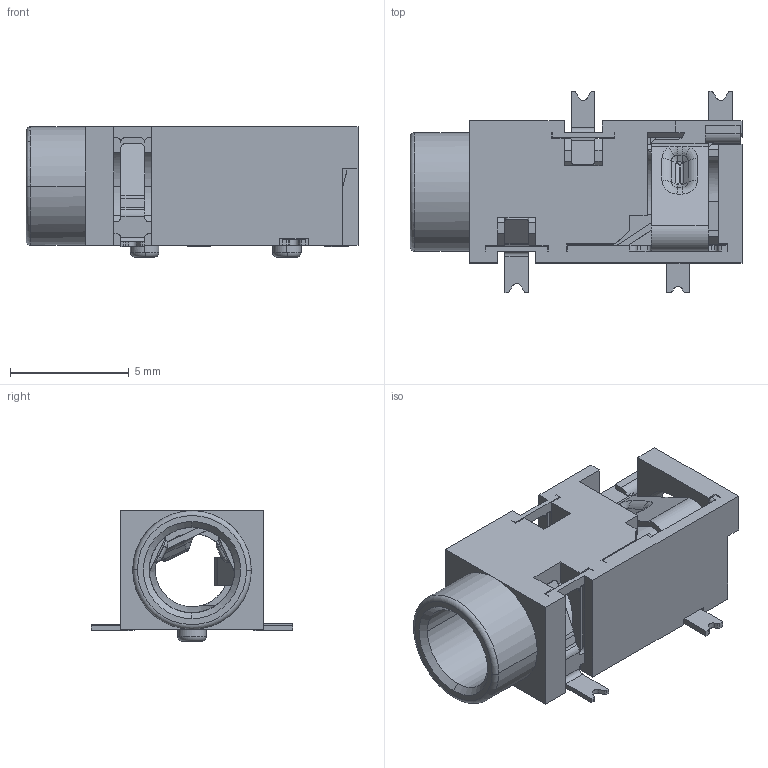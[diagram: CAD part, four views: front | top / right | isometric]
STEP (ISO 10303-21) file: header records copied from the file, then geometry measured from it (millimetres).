
FILE_DESCRIPTION(('FreeCAD Model'),'2;1');
FILE_NAME('Open CASCADE Shape Model','2024-09-17T23:01:29',( 'kicad StepUp'),('ksu MCAD'),'Open CASCADE STEP processor 7.6', 'FreeCAD','Unknown');
FILE_SCHEMA(('AUTOMOTIVE_DESIGN { 1 0 10303 214 1 1 1 1 }'));
Length unit declared in the file: millimetre
Products named in the file (1): CUI_DEVICES_SJ2-35813B-SMT-TR
Bounding box: 14 x 8.5 x 5.5 mm (x, y, z)
Volume: 211.5 mm3; surface area: 667.6 mm2
Topology: 1 solids, 2 shells, 521 faces, 1480 edges, 939 vertices
Faces by surface type: plane 289, cylinder 172, bspline 23, torus 14, revolution 12, cone 11
Entity records: 19230 total; most frequent: CARTESIAN_POINT 5655, ORIENTED_EDGE 2934, DIRECTION 2759, EDGE_CURVE 1467, LINE 981, VECTOR 981, VERTEX_POINT 939, AXIS2_PLACEMENT_3D 883
